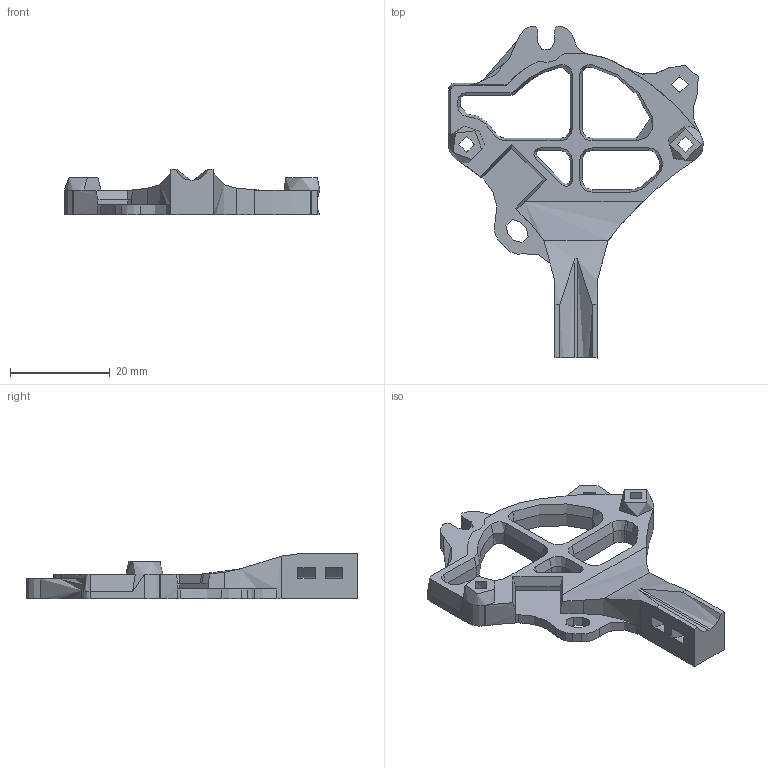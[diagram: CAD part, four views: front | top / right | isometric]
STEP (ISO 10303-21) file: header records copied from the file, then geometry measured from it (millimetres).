
FILE_DESCRIPTION(/* description */ ('STEP AP242','CAx-IF Rec.Pracs.---Representation and Presentation of Product Manufacturing Information (PMI)---4.0---2014-10-13','CAx-IF Rec.Pracs.---3D Tessellated Geometry---0.4---2014-09-14','2;1'),/* implementation_level */ '2;1');
FILE_NAME(/* name */ 'A4T - THB Mount - VZ-Hex',/* time_stamp */ '2025-01-12T06:32:00Z',/* author */ (''),/* organization */ (''),/* preprocessor_version */ 'ST-DEVELOPER v20',/* originating_system */ 'ONSHAPE BY PTC INC, 1.192',/* authorisation */ ' ');
FILE_SCHEMA (('AP242_MANAGED_MODEL_BASED_3D_ENGINEERING_MIM_LF { 1 0 10303 442 1 1 4 }'));
Length unit declared in the file: millimetre
Products named in the file (2): A4T - THB Mount - VZ-Hex
Assembly tree (1 placements, depth 2):
  A4T - THB Mount - VZ-Hex
    A4T - THB Mount - VZ-Hex
Bounding box: 51.16 x 66.51 x 9.2 mm (x, y, z)
Topology: 0 solids, 3 shells, 170 faces, 452 edges, 285 vertices
Faces by surface type: cylinder 70, plane 68, cone 29, bspline 3
Full cylindrical faces by diameter (mm): 3.2 x2, 3.4 x1, 4 x1, 4.7 x2
Entity records: 5415 total; most frequent: CARTESIAN_POINT 1110, DIRECTION 911, ORIENTED_EDGE 882, EDGE_CURVE 441, AXIS2_PLACEMENT_3D 341, VERTEX_POINT 283, LINE 229, VECTOR 229
